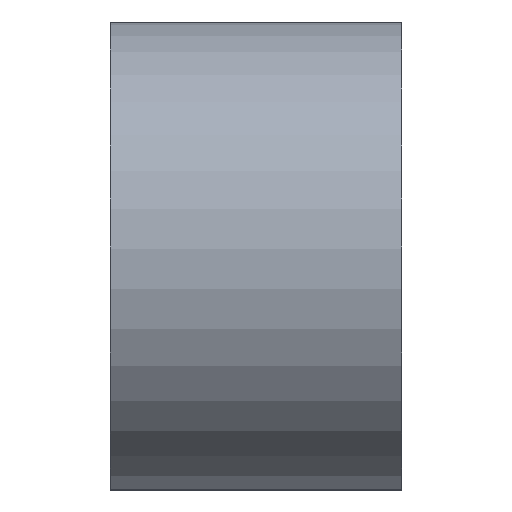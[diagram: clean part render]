
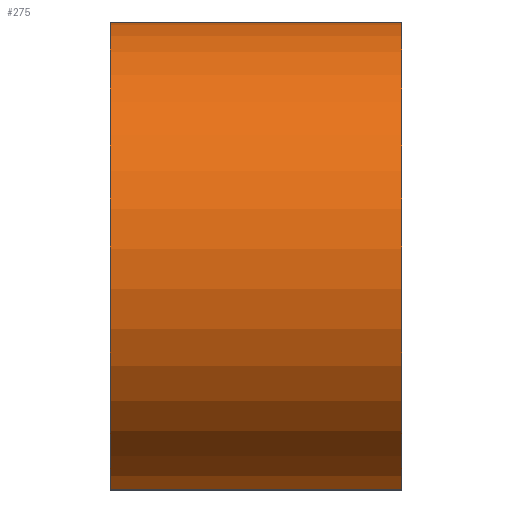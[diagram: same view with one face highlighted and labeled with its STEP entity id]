
A CAD part, left-side view. The second image highlights one B-rep face of the part: STEP entity #275.
In plain terms, the highlighted cylindrical face has radius 15.5 mm (diameter 31 mm), a partial arc.
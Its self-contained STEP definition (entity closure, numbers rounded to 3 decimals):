
#15 = EDGE_CURVE ( 'NONE', #274, #160, #35, .T. ) ;
#17 = ORIENTED_EDGE ( 'NONE', *, *, #84, .F. ) ;
#31 = AXIS2_PLACEMENT_3D ( 'NONE', #78, #57, #290 ) ;
#35 = LINE ( 'NONE', #225, #180 ) ;
#44 = DIRECTION ( 'NONE',  ( 0., 0., -1. ) ) ;
#45 = EDGE_LOOP ( 'NONE', ( #81, #282, #313, #17 ) ) ;
#57 = DIRECTION ( 'NONE',  ( 0., 1., 0. ) ) ;
#78 = CARTESIAN_POINT ( 'NONE',  ( -49.5, 9.5, 6.432 ) ) ;
#81 = ORIENTED_EDGE ( 'NONE', *, *, #287, .F. ) ;
#84 = EDGE_CURVE ( 'NONE', #89, #324, #143, .T. ) ;
#85 = DIRECTION ( 'NONE',  ( 0., 0., -1. ) ) ;
#89 = VERTEX_POINT ( 'NONE', #233 ) ;
#97 = DIRECTION ( 'NONE',  ( 0., -1., 0. ) ) ;
#143 = LINE ( 'NONE', #230, #251 ) ;
#150 = CARTESIAN_POINT ( 'NONE',  ( -49.5, -9.5, 6.432 ) ) ;
#160 = VERTEX_POINT ( 'NONE', #252 ) ;
#162 = CIRCLE ( 'NONE', #31, 15.5 ) ;
#174 = DIRECTION ( 'NONE',  ( 0., -1., 0. ) ) ;
#180 = VECTOR ( 'NONE', #247, 1000. ) ;
#203 = DIRECTION ( 'NONE',  ( 0., 1., 0. ) ) ;
#208 = CARTESIAN_POINT ( 'NONE',  ( -49.5, 9.5, 6.432 ) ) ;
#217 = FACE_OUTER_BOUND ( 'NONE', #45, .T. ) ;
#218 = CARTESIAN_POINT ( 'NONE',  ( -53.512, 9.5, -8.54 ) ) ;
#225 = CARTESIAN_POINT ( 'NONE',  ( -53.512, 9.5, -8.54 ) ) ;
#229 = EDGE_CURVE ( 'NONE', #160, #324, #297, .T. ) ;
#230 = CARTESIAN_POINT ( 'NONE',  ( -49.5, 9.5, 21.932 ) ) ;
#233 = CARTESIAN_POINT ( 'NONE',  ( -49.5, 9.5, 21.932 ) ) ;
#244 = CYLINDRICAL_SURFACE ( 'NONE', #336, 15.5 ) ;
#247 = DIRECTION ( 'NONE',  ( 0., -1., 0. ) ) ;
#251 = VECTOR ( 'NONE', #174, 1000. ) ;
#252 = CARTESIAN_POINT ( 'NONE',  ( -53.512, -9.5, -8.54 ) ) ;
#263 = CARTESIAN_POINT ( 'NONE',  ( -49.5, -9.5, 21.932 ) ) ;
#274 = VERTEX_POINT ( 'NONE', #218 ) ;
#275 = ADVANCED_FACE ( 'NONE', ( #217 ), #244, .T. ) ;
#276 = AXIS2_PLACEMENT_3D ( 'NONE', #150, #203, #44 ) ;
#282 = ORIENTED_EDGE ( 'NONE', *, *, #15, .T. ) ;
#287 = EDGE_CURVE ( 'NONE', #274, #89, #162, .T. ) ;
#290 = DIRECTION ( 'NONE',  ( 0., 0., -1. ) ) ;
#297 = CIRCLE ( 'NONE', #276, 15.5 ) ;
#313 = ORIENTED_EDGE ( 'NONE', *, *, #229, .T. ) ;
#324 = VERTEX_POINT ( 'NONE', #263 ) ;
#336 = AXIS2_PLACEMENT_3D ( 'NONE', #208, #97, #85 ) ;
